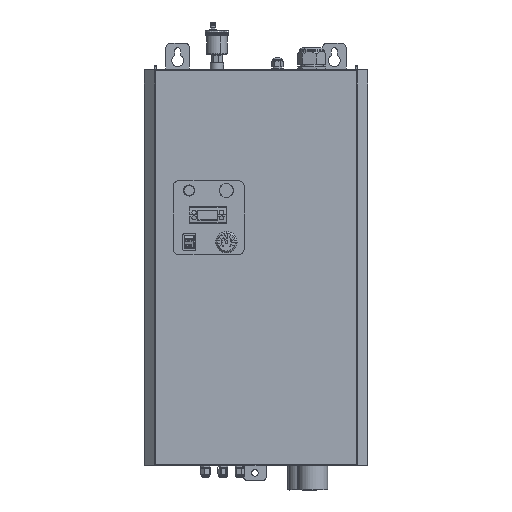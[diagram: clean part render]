
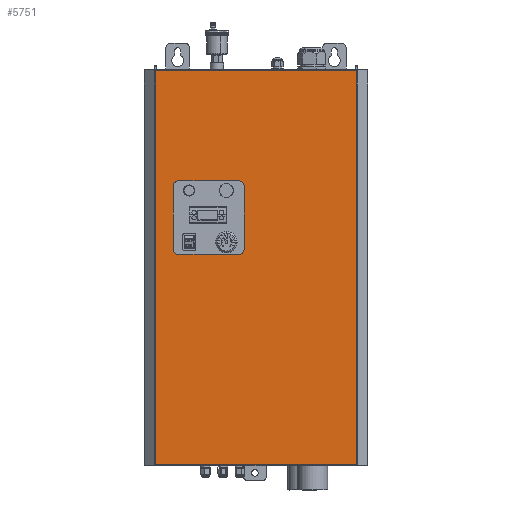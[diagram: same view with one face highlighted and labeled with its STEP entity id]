
A CAD part, front view. The second image highlights one B-rep face of the part: STEP entity #5751.
In plain terms, the highlighted planar face has unit normal (0, -1, 0).
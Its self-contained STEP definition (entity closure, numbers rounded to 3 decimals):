
#125 = LINE ( 'NONE', #4648, #44650 ) ;
#210 = EDGE_CURVE ( 'NONE', #3912, #5427, #54517, .T. ) ;
#3247 = AXIS2_PLACEMENT_3D ( 'NONE', #7900, #53863, #59083 ) ;
#3699 = DIRECTION ( 'NONE',  ( 1., 0., 0. ) ) ;
#3812 = ORIENTED_EDGE ( 'NONE', *, *, #12428, .T. ) ;
#3912 = VERTEX_POINT ( 'NONE', #26017 ) ;
#4648 = CARTESIAN_POINT ( 'NONE',  ( 185.741, -195.887, 365.492 ) ) ;
#5390 = CIRCLE ( 'NONE', #21722, 12. ) ;
#5427 = VERTEX_POINT ( 'NONE', #52680 ) ;
#5751 = ADVANCED_FACE ( 'NONE', ( #24431, #43077 ), #17337, .T. ) ;
#6674 = DIRECTION ( 'NONE',  ( -1., 0., 0. ) ) ;
#6874 = CARTESIAN_POINT ( 'NONE',  ( -189.259, -195.887, -10.008 ) ) ;
#7707 = ORIENTED_EDGE ( 'NONE', *, *, #58276, .T. ) ;
#7900 = CARTESIAN_POINT ( 'NONE',  ( -177.259, -195.887, 1.992 ) ) ;
#8217 = EDGE_CURVE ( 'NONE', #3912, #15462, #24890, .T. ) ;
#8622 = AXIS2_PLACEMENT_3D ( 'NONE', #31188, #17929, #3699 ) ;
#10177 = VECTOR ( 'NONE', #6674, 1000. ) ;
#10273 = DIRECTION ( 'NONE',  ( 1., 0., 0. ) ) ;
#11707 = CARTESIAN_POINT ( 'NONE',  ( -226.259, -195.887, 365.492 ) ) ;
#12060 = EDGE_CURVE ( 'NONE', #24198, #36322, #37513, .T. ) ;
#12181 = EDGE_CURVE ( 'NONE', #45335, #53443, #125, .T. ) ;
#12365 = CARTESIAN_POINT ( 'NONE',  ( -189.259, -195.887, 139.992 ) ) ;
#12428 = EDGE_CURVE ( 'NONE', #24198, #15462, #27376, .T. ) ;
#13319 = ORIENTED_EDGE ( 'NONE', *, *, #210, .T. ) ;
#14032 = CARTESIAN_POINT ( 'NONE',  ( -56.259, -195.887, 1.992 ) ) ;
#14420 = CARTESIAN_POINT ( 'NONE',  ( -56.259, -195.887, 139.992 ) ) ;
#14843 = CARTESIAN_POINT ( 'NONE',  ( -177.259, -195.887, 139.992 ) ) ;
#15462 = VERTEX_POINT ( 'NONE', #40657 ) ;
#17337 = PLANE ( 'NONE',  #8622 ) ;
#17346 = VECTOR ( 'NONE', #54512, 1000. ) ;
#17370 = VECTOR ( 'NONE', #35530, 1000. ) ;
#17505 = ORIENTED_EDGE ( 'NONE', *, *, #21153, .T. ) ;
#17929 = DIRECTION ( 'NONE',  ( 0., -1., 0. ) ) ;
#18550 = CARTESIAN_POINT ( 'NONE',  ( -226.259, -195.887, 365.492 ) ) ;
#19078 = VECTOR ( 'NONE', #53712, 1000. ) ;
#19687 = CARTESIAN_POINT ( 'NONE',  ( -56.259, -195.887, 127.992 ) ) ;
#20461 = DIRECTION ( 'NONE',  ( 1., 0., 0. ) ) ;
#20769 = VECTOR ( 'NONE', #43848, 1000. ) ;
#21153 = EDGE_CURVE ( 'NONE', #41134, #33298, #38532, .T. ) ;
#21673 = VERTEX_POINT ( 'NONE', #48175 ) ;
#21722 = AXIS2_PLACEMENT_3D ( 'NONE', #24959, #29584, #10273 ) ;
#21886 = AXIS2_PLACEMENT_3D ( 'NONE', #14032, #45776, #50785 ) ;
#22002 = CARTESIAN_POINT ( 'NONE',  ( -226.259, -195.887, 365.492 ) ) ;
#23089 = LINE ( 'NONE', #22002, #17346 ) ;
#23953 = EDGE_CURVE ( 'NONE', #45335, #46532, #23089, .T. ) ;
#24198 = VERTEX_POINT ( 'NONE', #14420 ) ;
#24431 = FACE_BOUND ( 'NONE', #24822, .T. ) ;
#24822 = EDGE_LOOP ( 'NONE', ( #26251, #28023, #40356, #3812, #44756, #13319, #39590, #17505 ) ) ;
#24890 = LINE ( 'NONE', #44480, #19078 ) ;
#24959 = CARTESIAN_POINT ( 'NONE',  ( -177.259, -195.887, 127.992 ) ) ;
#25087 = DIRECTION ( 'NONE',  ( 0., 1., 0. ) ) ;
#25329 = CARTESIAN_POINT ( 'NONE',  ( -189.259, -195.887, 139.992 ) ) ;
#26017 = CARTESIAN_POINT ( 'NONE',  ( -44.259, -195.887, 1.992 ) ) ;
#26251 = ORIENTED_EDGE ( 'NONE', *, *, #51904, .F. ) ;
#27376 = CIRCLE ( 'NONE', #48789, 12. ) ;
#28023 = ORIENTED_EDGE ( 'NONE', *, *, #34340, .T. ) ;
#29584 = DIRECTION ( 'NONE',  ( 0., 1., 0. ) ) ;
#29874 = EDGE_CURVE ( 'NONE', #53443, #21673, #42657, .T. ) ;
#31188 = CARTESIAN_POINT ( 'NONE',  ( -226.259, -195.887, 365.492 ) ) ;
#31189 = VECTOR ( 'NONE', #58581, 1000. ) ;
#33194 = ORIENTED_EDGE ( 'NONE', *, *, #23953, .T. ) ;
#33298 = VERTEX_POINT ( 'NONE', #33762 ) ;
#33331 = CARTESIAN_POINT ( 'NONE',  ( -189.259, -195.887, 127.992 ) ) ;
#33762 = CARTESIAN_POINT ( 'NONE',  ( -189.259, -195.887, 1.992 ) ) ;
#34340 = EDGE_CURVE ( 'NONE', #47176, #36322, #5390, .T. ) ;
#35530 = DIRECTION ( 'NONE',  ( 1., 0., 0. ) ) ;
#36322 = VERTEX_POINT ( 'NONE', #14843 ) ;
#36759 = LINE ( 'NONE', #6874, #17370 ) ;
#37513 = LINE ( 'NONE', #25329, #10177 ) ;
#38532 = CIRCLE ( 'NONE', #3247, 12. ) ;
#39590 = ORIENTED_EDGE ( 'NONE', *, *, #53323, .F. ) ;
#40356 = ORIENTED_EDGE ( 'NONE', *, *, #12060, .F. ) ;
#40517 = CARTESIAN_POINT ( 'NONE',  ( -177.259, -195.887, -10.008 ) ) ;
#40657 = CARTESIAN_POINT ( 'NONE',  ( -44.259, -195.887, 127.992 ) ) ;
#41134 = VERTEX_POINT ( 'NONE', #40517 ) ;
#42297 = LINE ( 'NONE', #11707, #20769 ) ;
#42657 = LINE ( 'NONE', #45997, #54131 ) ;
#43077 = FACE_OUTER_BOUND ( 'NONE', #44352, .T. ) ;
#43391 = LINE ( 'NONE', #12365, #31189 ) ;
#43848 = DIRECTION ( 'NONE',  ( 0., 0., -1. ) ) ;
#44352 = EDGE_LOOP ( 'NONE', ( #49921, #45874, #33194, #7707 ) ) ;
#44480 = CARTESIAN_POINT ( 'NONE',  ( -44.259, -195.887, 139.992 ) ) ;
#44650 = VECTOR ( 'NONE', #58244, 1000. ) ;
#44756 = ORIENTED_EDGE ( 'NONE', *, *, #8217, .F. ) ;
#45335 = VERTEX_POINT ( 'NONE', #58105 ) ;
#45776 = DIRECTION ( 'NONE',  ( 0., 1., 0. ) ) ;
#45874 = ORIENTED_EDGE ( 'NONE', *, *, #12181, .F. ) ;
#45997 = CARTESIAN_POINT ( 'NONE',  ( -226.259, -195.887, -440.008 ) ) ;
#46532 = VERTEX_POINT ( 'NONE', #18550 ) ;
#47176 = VERTEX_POINT ( 'NONE', #33331 ) ;
#48175 = CARTESIAN_POINT ( 'NONE',  ( -226.259, -195.887, -440.008 ) ) ;
#48789 = AXIS2_PLACEMENT_3D ( 'NONE', #19687, #25087, #20461 ) ;
#49921 = ORIENTED_EDGE ( 'NONE', *, *, #29874, .F. ) ;
#50785 = DIRECTION ( 'NONE',  ( 1., 0., 0. ) ) ;
#50804 = DIRECTION ( 'NONE',  ( -1., 0., 0. ) ) ;
#51904 = EDGE_CURVE ( 'NONE', #47176, #33298, #43391, .T. ) ;
#52680 = CARTESIAN_POINT ( 'NONE',  ( -56.259, -195.887, -10.008 ) ) ;
#53323 = EDGE_CURVE ( 'NONE', #41134, #5427, #36759, .T. ) ;
#53443 = VERTEX_POINT ( 'NONE', #59409 ) ;
#53712 = DIRECTION ( 'NONE',  ( 0., 0., 1. ) ) ;
#53863 = DIRECTION ( 'NONE',  ( 0., 1., 0. ) ) ;
#54131 = VECTOR ( 'NONE', #50804, 1000. ) ;
#54512 = DIRECTION ( 'NONE',  ( -1., 0., 0. ) ) ;
#54517 = CIRCLE ( 'NONE', #21886, 12. ) ;
#58105 = CARTESIAN_POINT ( 'NONE',  ( 185.741, -195.887, 365.492 ) ) ;
#58244 = DIRECTION ( 'NONE',  ( 0., 0., -1. ) ) ;
#58276 = EDGE_CURVE ( 'NONE', #46532, #21673, #42297, .T. ) ;
#58581 = DIRECTION ( 'NONE',  ( 0., 0., -1. ) ) ;
#59083 = DIRECTION ( 'NONE',  ( 1., 0., 0. ) ) ;
#59409 = CARTESIAN_POINT ( 'NONE',  ( 185.741, -195.887, -440.008 ) ) ;
